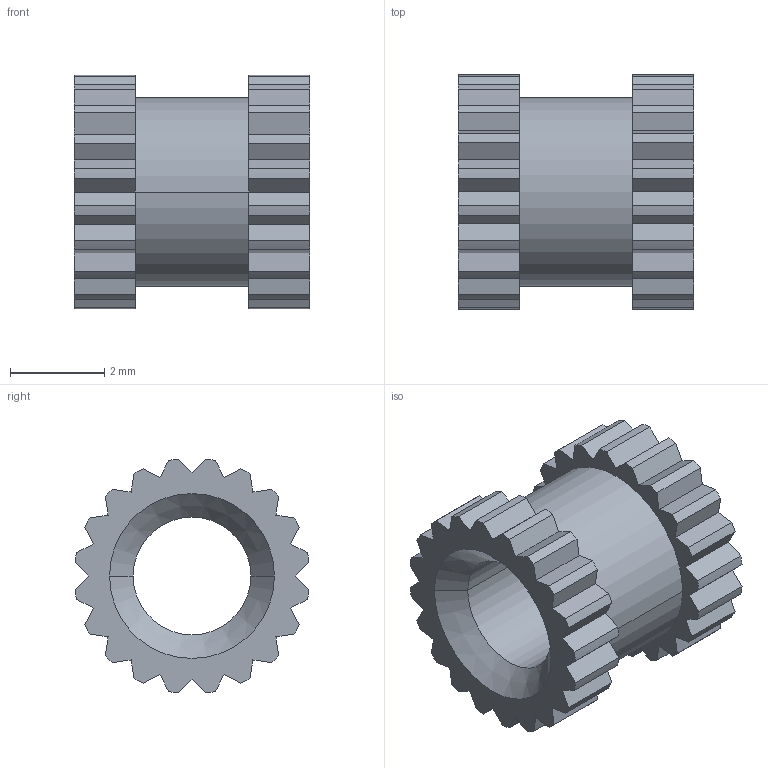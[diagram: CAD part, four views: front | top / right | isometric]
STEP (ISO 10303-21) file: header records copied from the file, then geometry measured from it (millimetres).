
FILE_DESCRIPTION((''),'2;1');
FILE_NAME('M3_THREADED_INSERT_MIR3','2023-02-15T17:17:44',('matteo.grassi'),(''),'CREO PARAMETRIC BY PTC INC, 2018020','CREO PARAMETRIC BY PTC INC, 2018020','');
FILE_SCHEMA(('AUTOMOTIVE_DESIGN { 1 0 10303 214 1 1 1 1 }'));
Length unit declared in the file: millimetre
Products named in the file (1): M3_THREADED_INSERT_MIR3
Bounding box: 5 x 4.97 x 4.97 mm (x, y, z)
Volume: 49.9 mm3; surface area: 155.1 mm2
Topology: 1 solids, 1 shells, 132 faces, 383 edges, 255 vertices
Faces by surface type: plane 84, cylinder 44, cone 4
Entity records: 5676 total; most frequent: CARTESIAN_POINT 773, ORIENTED_EDGE 766, DIRECTION 744, PRESENTATION_STYLE_ASSIGNMENT 384, STYLED_ITEM 384, CURVE_STYLE 383, EDGE_CURVE 383, VECTOR 288
